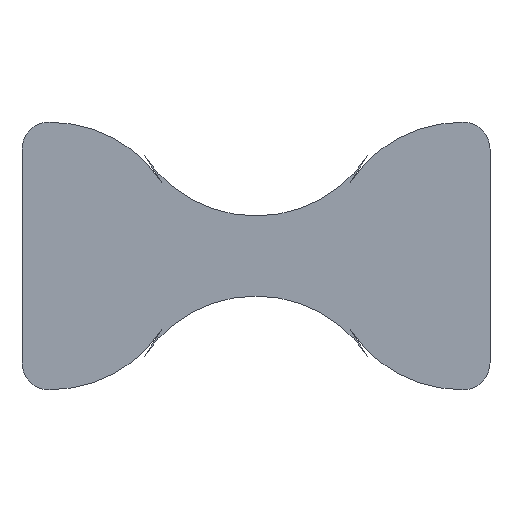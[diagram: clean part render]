
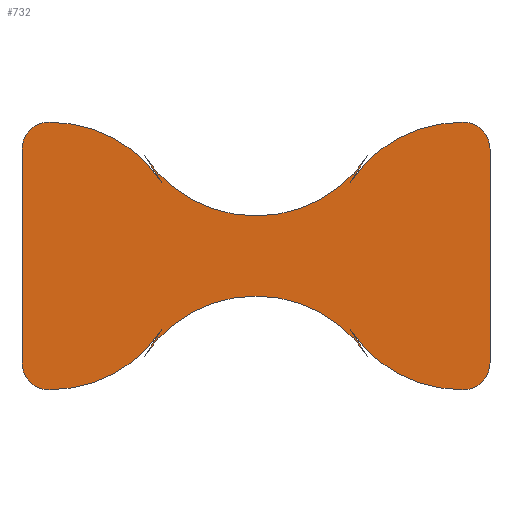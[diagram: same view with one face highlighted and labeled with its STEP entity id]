
A CAD part, front view. The second image highlights one B-rep face of the part: STEP entity #732.
In plain terms, the highlighted planar face has unit normal (0, -1, 0).
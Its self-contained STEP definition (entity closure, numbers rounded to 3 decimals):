
#106=CIRCLE('',#817,2.);
#108=CIRCLE('',#821,2.);
#110=CIRCLE('',#825,10.);
#112=CIRCLE('',#829,10.);
#114=CIRCLE('',#833,10.);
#116=CIRCLE('',#837,2.);
#118=CIRCLE('',#841,2.);
#120=CIRCLE('',#845,10.);
#122=CIRCLE('',#849,10.);
#124=CIRCLE('',#853,10.);
#176=FACE_OUTER_BOUND('',#214,.T.);
#214=EDGE_LOOP('',(#607,#608,#609,#610,#611,#612,#613,#614,#615,#616,#617,
#618,#619,#620,#621,#622,#623,#624,#625,#626));
#233=LINE('',#1140,#297);
#237=LINE('',#1152,#301);
#241=LINE('',#1164,#305);
#245=LINE('',#1176,#309);
#249=LINE('',#1188,#313);
#253=LINE('',#1200,#317);
#257=LINE('',#1212,#321);
#261=LINE('',#1224,#325);
#265=LINE('',#1236,#329);
#269=LINE('',#1248,#333);
#297=VECTOR('',#905,10.);
#301=VECTOR('',#917,10.);
#305=VECTOR('',#929,10.);
#309=VECTOR('',#941,10.);
#313=VECTOR('',#953,10.);
#317=VECTOR('',#965,10.);
#321=VECTOR('',#977,10.);
#325=VECTOR('',#989,10.);
#329=VECTOR('',#1001,10.);
#333=VECTOR('',#1013,10.);
#361=VERTEX_POINT('',#1137);
#362=VERTEX_POINT('',#1139);
#364=VERTEX_POINT('',#1145);
#366=VERTEX_POINT('',#1151);
#368=VERTEX_POINT('',#1157);
#370=VERTEX_POINT('',#1163);
#372=VERTEX_POINT('',#1169);
#374=VERTEX_POINT('',#1175);
#376=VERTEX_POINT('',#1181);
#378=VERTEX_POINT('',#1187);
#380=VERTEX_POINT('',#1193);
#382=VERTEX_POINT('',#1199);
#384=VERTEX_POINT('',#1205);
#386=VERTEX_POINT('',#1211);
#388=VERTEX_POINT('',#1217);
#390=VERTEX_POINT('',#1223);
#392=VERTEX_POINT('',#1229);
#394=VERTEX_POINT('',#1235);
#396=VERTEX_POINT('',#1241);
#398=VERTEX_POINT('',#1247);
#419=EDGE_CURVE('',#362,#361,#233,.T.);
#422=EDGE_CURVE('',#364,#362,#106,.T.);
#425=EDGE_CURVE('',#366,#364,#237,.T.);
#428=EDGE_CURVE('',#368,#366,#108,.T.);
#431=EDGE_CURVE('',#370,#368,#241,.T.);
#434=EDGE_CURVE('',#372,#370,#110,.T.);
#437=EDGE_CURVE('',#374,#372,#245,.T.);
#440=EDGE_CURVE('',#376,#374,#112,.T.);
#443=EDGE_CURVE('',#378,#376,#249,.T.);
#446=EDGE_CURVE('',#380,#378,#114,.T.);
#449=EDGE_CURVE('',#382,#380,#253,.T.);
#452=EDGE_CURVE('',#384,#382,#116,.T.);
#455=EDGE_CURVE('',#386,#384,#257,.T.);
#458=EDGE_CURVE('',#388,#386,#118,.T.);
#461=EDGE_CURVE('',#390,#388,#261,.T.);
#464=EDGE_CURVE('',#392,#390,#120,.T.);
#467=EDGE_CURVE('',#394,#392,#265,.T.);
#470=EDGE_CURVE('',#396,#394,#122,.T.);
#473=EDGE_CURVE('',#398,#396,#269,.T.);
#476=EDGE_CURVE('',#361,#398,#124,.T.);
#607=ORIENTED_EDGE('',*,*,#476,.T.);
#608=ORIENTED_EDGE('',*,*,#473,.T.);
#609=ORIENTED_EDGE('',*,*,#470,.T.);
#610=ORIENTED_EDGE('',*,*,#467,.T.);
#611=ORIENTED_EDGE('',*,*,#464,.T.);
#612=ORIENTED_EDGE('',*,*,#461,.T.);
#613=ORIENTED_EDGE('',*,*,#458,.T.);
#614=ORIENTED_EDGE('',*,*,#455,.T.);
#615=ORIENTED_EDGE('',*,*,#452,.T.);
#616=ORIENTED_EDGE('',*,*,#449,.T.);
#617=ORIENTED_EDGE('',*,*,#446,.T.);
#618=ORIENTED_EDGE('',*,*,#443,.T.);
#619=ORIENTED_EDGE('',*,*,#440,.T.);
#620=ORIENTED_EDGE('',*,*,#437,.T.);
#621=ORIENTED_EDGE('',*,*,#434,.T.);
#622=ORIENTED_EDGE('',*,*,#431,.T.);
#623=ORIENTED_EDGE('',*,*,#428,.T.);
#624=ORIENTED_EDGE('',*,*,#425,.T.);
#625=ORIENTED_EDGE('',*,*,#422,.T.);
#626=ORIENTED_EDGE('',*,*,#419,.T.);
#698=PLANE('',#855);
#732=ADVANCED_FACE('',(#176),#698,.F.);
#817=AXIS2_PLACEMENT_3D('',#1146,#911,#912);
#821=AXIS2_PLACEMENT_3D('',#1158,#923,#924);
#825=AXIS2_PLACEMENT_3D('',#1170,#935,#936);
#829=AXIS2_PLACEMENT_3D('',#1182,#947,#948);
#833=AXIS2_PLACEMENT_3D('',#1194,#959,#960);
#837=AXIS2_PLACEMENT_3D('',#1206,#971,#972);
#841=AXIS2_PLACEMENT_3D('',#1218,#983,#984);
#845=AXIS2_PLACEMENT_3D('',#1230,#995,#996);
#849=AXIS2_PLACEMENT_3D('',#1242,#1007,#1008);
#853=AXIS2_PLACEMENT_3D('',#1252,#1019,#1020);
#855=AXIS2_PLACEMENT_3D('',#1254,#1023,#1024);
#905=DIRECTION('',(1.,0.,0.));
#911=DIRECTION('center_axis',(0.,-1.,0.));
#912=DIRECTION('ref_axis',(0.,0.,-1.));
#917=DIRECTION('',(0.,0.,-1.));
#923=DIRECTION('center_axis',(0.,-1.,0.));
#924=DIRECTION('ref_axis',(-1.,0.,0.));
#929=DIRECTION('',(-1.,0.,0.));
#935=DIRECTION('center_axis',(0.,-1.,0.));
#936=DIRECTION('ref_axis',(0.,0.,1.));
#941=DIRECTION('',(0.55,0.,-0.835));
#947=DIRECTION('center_axis',(0.,1.,0.));
#948=DIRECTION('ref_axis',(-0.835,0.,0.55));
#953=DIRECTION('',(0.55,0.,0.835));
#959=DIRECTION('center_axis',(0.,-1.,0.));
#960=DIRECTION('ref_axis',(-0.835,0.,0.55));
#965=DIRECTION('',(-1.,0.,0.));
#971=DIRECTION('center_axis',(0.,-1.,0.));
#972=DIRECTION('ref_axis',(0.,0.,1.));
#977=DIRECTION('',(0.,0.,1.));
#983=DIRECTION('center_axis',(0.,-1.,0.));
#984=DIRECTION('ref_axis',(1.,0.,0.));
#989=DIRECTION('',(1.,0.,0.));
#995=DIRECTION('center_axis',(0.,-1.,0.));
#996=DIRECTION('ref_axis',(0.,0.,-1.));
#1001=DIRECTION('',(-0.55,0.,0.835));
#1007=DIRECTION('center_axis',(0.,1.,0.));
#1008=DIRECTION('ref_axis',(0.835,0.,-0.55));
#1013=DIRECTION('',(-0.55,0.,-0.835));
#1019=DIRECTION('center_axis',(0.,-1.,0.));
#1020=DIRECTION('ref_axis',(0.835,0.,-0.55));
#1023=DIRECTION('center_axis',(0.,1.,0.));
#1024=DIRECTION('ref_axis',(0.,0.,1.));
#1137=CARTESIAN_POINT('',(-15.385,-0.4,-10.));
#1139=CARTESIAN_POINT('',(-15.5,-0.4,-10.));
#1140=CARTESIAN_POINT('',(-15.385,-0.4,-10.));
#1145=CARTESIAN_POINT('',(-17.5,-0.4,-8.));
#1146=CARTESIAN_POINT('Origin',(-15.5,-0.4,-8.));
#1151=CARTESIAN_POINT('',(-17.5,-0.4,8.));
#1152=CARTESIAN_POINT('',(-17.5,-0.4,-8.));
#1157=CARTESIAN_POINT('',(-15.5,-0.4,10.));
#1158=CARTESIAN_POINT('Origin',(-15.5,-0.4,8.));
#1163=CARTESIAN_POINT('',(-15.385,-0.4,10.));
#1164=CARTESIAN_POINT('',(-15.5,-0.4,10.));
#1169=CARTESIAN_POINT('',(-7.036,-0.4,5.505));
#1170=CARTESIAN_POINT('Origin',(-15.385,-0.4,0.));
#1175=CARTESIAN_POINT('',(-8.349,-0.4,7.495));
#1176=CARTESIAN_POINT('',(-7.036,-0.4,5.505));
#1181=CARTESIAN_POINT('',(8.349,-0.4,7.495));
#1182=CARTESIAN_POINT('Origin',(0.,-0.4,13.));
#1187=CARTESIAN_POINT('',(7.036,-0.4,5.505));
#1188=CARTESIAN_POINT('',(8.349,-0.4,7.495));
#1193=CARTESIAN_POINT('',(15.385,-0.4,10.));
#1194=CARTESIAN_POINT('Origin',(15.385,-0.4,0.));
#1199=CARTESIAN_POINT('',(15.5,-0.4,10.));
#1200=CARTESIAN_POINT('',(15.385,-0.4,10.));
#1205=CARTESIAN_POINT('',(17.5,-0.4,8.));
#1206=CARTESIAN_POINT('Origin',(15.5,-0.4,8.));
#1211=CARTESIAN_POINT('',(17.5,-0.4,-8.));
#1212=CARTESIAN_POINT('',(17.5,-0.4,8.));
#1217=CARTESIAN_POINT('',(15.5,-0.4,-10.));
#1218=CARTESIAN_POINT('Origin',(15.5,-0.4,-8.));
#1223=CARTESIAN_POINT('',(15.385,-0.4,-10.));
#1224=CARTESIAN_POINT('',(15.5,-0.4,-10.));
#1229=CARTESIAN_POINT('',(7.036,-0.4,-5.505));
#1230=CARTESIAN_POINT('Origin',(15.385,-0.4,0.));
#1235=CARTESIAN_POINT('',(8.349,-0.4,-7.495));
#1236=CARTESIAN_POINT('',(7.036,-0.4,-5.505));
#1241=CARTESIAN_POINT('',(-8.349,-0.4,-7.495));
#1242=CARTESIAN_POINT('Origin',(0.,-0.4,-13.));
#1247=CARTESIAN_POINT('',(-7.036,-0.4,-5.505));
#1248=CARTESIAN_POINT('',(-8.349,-0.4,-7.495));
#1252=CARTESIAN_POINT('Origin',(-15.385,-0.4,0.));
#1254=CARTESIAN_POINT('Origin',(0.,-0.4,0.));
